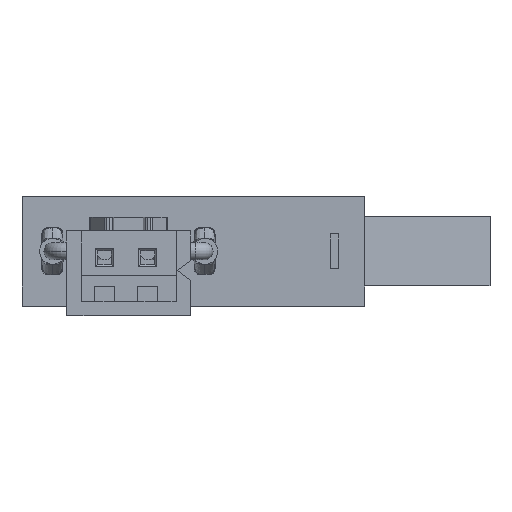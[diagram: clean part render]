
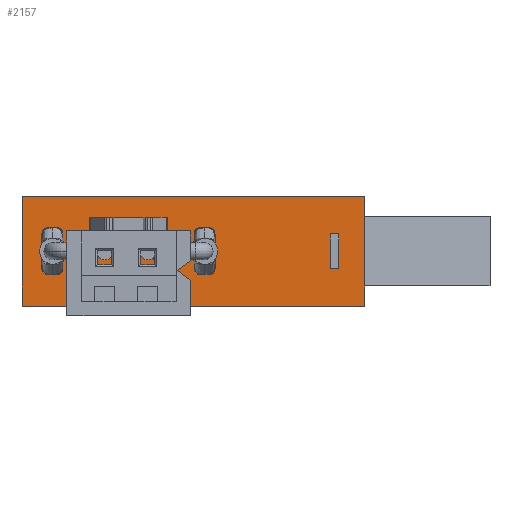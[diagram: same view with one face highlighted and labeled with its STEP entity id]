
A CAD part, front view. The second image highlights one B-rep face of the part: STEP entity #2157.
In plain terms, the highlighted planar face has unit normal (0, -1, 0).
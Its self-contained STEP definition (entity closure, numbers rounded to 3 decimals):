
#104 = VERTEX_POINT ( 'NONE', #2642 ) ;
#221 = VECTOR ( 'NONE', #9159, 1000. ) ;
#282 = VECTOR ( 'NONE', #5287, 1000. ) ;
#407 = FACE_BOUND ( 'NONE', #708, .T. ) ;
#411 = DIRECTION ( 'NONE',  ( 1., 0., 0. ) ) ;
#417 = ORIENTED_EDGE ( 'NONE', *, *, #8578, .F. ) ;
#444 = VERTEX_POINT ( 'NONE', #702 ) ;
#507 = EDGE_CURVE ( 'NONE', #2033, #104, #7385, .T. ) ;
#584 = CARTESIAN_POINT ( 'NONE',  ( 2.006, 0., 1. ) ) ;
#613 = VERTEX_POINT ( 'NONE', #6199 ) ;
#642 = LINE ( 'NONE', #7504, #2419 ) ;
#702 = CARTESIAN_POINT ( 'NONE',  ( 19.812, 0., -3.175 ) ) ;
#708 = EDGE_LOOP ( 'NONE', ( #6517, #417, #2429, #2863 ) ) ;
#717 = EDGE_CURVE ( 'NONE', #613, #444, #1945, .T. ) ;
#811 = LINE ( 'NONE', #9609, #282 ) ;
#834 = ORIENTED_EDGE ( 'NONE', *, *, #2039, .F. ) ;
#849 = ORIENTED_EDGE ( 'NONE', *, *, #11048, .T. ) ;
#1136 = ORIENTED_EDGE ( 'NONE', *, *, #5704, .F. ) ;
#1274 = CARTESIAN_POINT ( 'NONE',  ( 1.506, 0., 1. ) ) ;
#1454 = VECTOR ( 'NONE', #4028, 1000. ) ;
#1488 = LINE ( 'NONE', #7929, #5849 ) ;
#1494 = DIRECTION ( 'NONE',  ( 1., 0., 0. ) ) ;
#1502 = CARTESIAN_POINT ( 'NONE',  ( 17.806, 0., 1. ) ) ;
#1772 = PLANE ( 'NONE',  #10767 ) ;
#1807 = EDGE_CURVE ( 'NONE', #4978, #7386, #811, .T. ) ;
#1945 = LINE ( 'NONE', #11211, #10894 ) ;
#1990 = VECTOR ( 'NONE', #6149, 1000. ) ;
#2033 = VERTEX_POINT ( 'NONE', #10350 ) ;
#2039 = EDGE_CURVE ( 'NONE', #5565, #10007, #10202, .T. ) ;
#2157 = ADVANCED_FACE ( 'NONE', ( #407, #5043, #7083, #9382 ), #1772, .F. ) ;
#2235 = VECTOR ( 'NONE', #8302, 1000. ) ;
#2266 = LINE ( 'NONE', #3050, #6349 ) ;
#2379 = DIRECTION ( 'NONE',  ( -1., 0., 0. ) ) ;
#2419 = VECTOR ( 'NONE', #11250, 1000. ) ;
#2429 = ORIENTED_EDGE ( 'NONE', *, *, #5187, .F. ) ;
#2593 = EDGE_CURVE ( 'NONE', #10007, #7630, #1488, .T. ) ;
#2642 = CARTESIAN_POINT ( 'NONE',  ( 1.506, 0., -1. ) ) ;
#2711 = LINE ( 'NONE', #10065, #4761 ) ;
#2712 = DIRECTION ( 'NONE',  ( 0., 0., 1. ) ) ;
#2863 = ORIENTED_EDGE ( 'NONE', *, *, #8679, .F. ) ;
#2942 = CARTESIAN_POINT ( 'NONE',  ( 10.306, 0., -1. ) ) ;
#3007 = CARTESIAN_POINT ( 'NONE',  ( 17.806, 0., -1. ) ) ;
#3050 = CARTESIAN_POINT ( 'NONE',  ( 10.306, 0., -1. ) ) ;
#3146 = ORIENTED_EDGE ( 'NONE', *, *, #2593, .F. ) ;
#3241 = DIRECTION ( 'NONE',  ( 1., 0., 0. ) ) ;
#3334 = EDGE_CURVE ( 'NONE', #104, #4978, #4328, .T. ) ;
#3419 = ORIENTED_EDGE ( 'NONE', *, *, #507, .F. ) ;
#3424 = ORIENTED_EDGE ( 'NONE', *, *, #8073, .F. ) ;
#3474 = VERTEX_POINT ( 'NONE', #10766 ) ;
#3476 = LINE ( 'NONE', #10942, #1454 ) ;
#3585 = DIRECTION ( 'NONE',  ( 0., 0., -1. ) ) ;
#3693 = ORIENTED_EDGE ( 'NONE', *, *, #9432, .F. ) ;
#4028 = DIRECTION ( 'NONE',  ( 1., 0., 0. ) ) ;
#4221 = VERTEX_POINT ( 'NONE', #6359 ) ;
#4228 = CARTESIAN_POINT ( 'NONE',  ( 18.306, 0., -1. ) ) ;
#4328 = LINE ( 'NONE', #9750, #10178 ) ;
#4361 = EDGE_LOOP ( 'NONE', ( #8109, #10821, #3424, #849 ) ) ;
#4379 = CARTESIAN_POINT ( 'NONE',  ( 10.806, 0., 1. ) ) ;
#4384 = VERTEX_POINT ( 'NONE', #2942 ) ;
#4450 = LINE ( 'NONE', #1274, #8801 ) ;
#4626 = DIRECTION ( 'NONE',  ( 1., 0., 0. ) ) ;
#4761 = VECTOR ( 'NONE', #3241, 1000. ) ;
#4952 = DIRECTION ( 'NONE',  ( 0., 0., 1. ) ) ;
#4978 = VERTEX_POINT ( 'NONE', #9946 ) ;
#5018 = EDGE_CURVE ( 'NONE', #7386, #2033, #4450, .T. ) ;
#5043 = FACE_OUTER_BOUND ( 'NONE', #4361, .T. ) ;
#5065 = VECTOR ( 'NONE', #3585, 1000. ) ;
#5095 = LINE ( 'NONE', #10043, #2235 ) ;
#5187 = EDGE_CURVE ( 'NONE', #7414, #3474, #5682, .T. ) ;
#5287 = DIRECTION ( 'NONE',  ( 0., 0., 1. ) ) ;
#5407 = VECTOR ( 'NONE', #10080, 1000. ) ;
#5483 = EDGE_LOOP ( 'NONE', ( #3419, #9542, #11169, #10647 ) ) ;
#5565 = VERTEX_POINT ( 'NONE', #3007 ) ;
#5682 = LINE ( 'NONE', #4379, #5407 ) ;
#5704 = EDGE_CURVE ( 'NONE', #7630, #11050, #9363, .T. ) ;
#5729 = EDGE_CURVE ( 'NONE', #4221, #444, #2711, .T. ) ;
#5849 = VECTOR ( 'NONE', #2712, 1000. ) ;
#6105 = CARTESIAN_POINT ( 'NONE',  ( 10.806, 0., -1. ) ) ;
#6125 = CARTESIAN_POINT ( 'NONE',  ( 0., 0., 3.175 ) ) ;
#6149 = DIRECTION ( 'NONE',  ( 0., 0., -1. ) ) ;
#6199 = CARTESIAN_POINT ( 'NONE',  ( 19.812, 0., 3.175 ) ) ;
#6349 = VECTOR ( 'NONE', #411, 1000. ) ;
#6359 = CARTESIAN_POINT ( 'NONE',  ( 0., 0., -3.175 ) ) ;
#6488 = EDGE_CURVE ( 'NONE', #9975, #4384, #642, .T. ) ;
#6517 = ORIENTED_EDGE ( 'NONE', *, *, #6488, .F. ) ;
#6792 = VECTOR ( 'NONE', #2379, 1000. ) ;
#7069 = CARTESIAN_POINT ( 'NONE',  ( 1.506, 0., 1. ) ) ;
#7083 = FACE_BOUND ( 'NONE', #5483, .T. ) ;
#7385 = LINE ( 'NONE', #7069, #5065 ) ;
#7386 = VERTEX_POINT ( 'NONE', #584 ) ;
#7414 = VERTEX_POINT ( 'NONE', #6105 ) ;
#7504 = CARTESIAN_POINT ( 'NONE',  ( 10.306, 0., 1. ) ) ;
#7630 = VERTEX_POINT ( 'NONE', #8547 ) ;
#7908 = VECTOR ( 'NONE', #1494, 1000. ) ;
#7929 = CARTESIAN_POINT ( 'NONE',  ( 18.306, 0., 1. ) ) ;
#8073 = EDGE_CURVE ( 'NONE', #10358, #613, #3476, .T. ) ;
#8109 = ORIENTED_EDGE ( 'NONE', *, *, #5729, .T. ) ;
#8302 = DIRECTION ( 'NONE',  ( 0., 0., -1. ) ) ;
#8383 = EDGE_LOOP ( 'NONE', ( #3693, #1136, #3146, #834 ) ) ;
#8547 = CARTESIAN_POINT ( 'NONE',  ( 18.306, 0., 1. ) ) ;
#8568 = CARTESIAN_POINT ( 'NONE',  ( 17.806, 0., -1. ) ) ;
#8578 = EDGE_CURVE ( 'NONE', #3474, #9975, #9461, .T. ) ;
#8679 = EDGE_CURVE ( 'NONE', #4384, #7414, #2266, .T. ) ;
#8787 = DIRECTION ( 'NONE',  ( -1., 0., 0. ) ) ;
#8801 = VECTOR ( 'NONE', #8787, 1000. ) ;
#9159 = DIRECTION ( 'NONE',  ( -1., 0., 0. ) ) ;
#9244 = CARTESIAN_POINT ( 'NONE',  ( 10.306, 0., 1. ) ) ;
#9363 = LINE ( 'NONE', #1502, #6792 ) ;
#9382 = FACE_BOUND ( 'NONE', #8383, .T. ) ;
#9432 = EDGE_CURVE ( 'NONE', #11050, #5565, #11223, .T. ) ;
#9461 = LINE ( 'NONE', #10039, #221 ) ;
#9477 = DIRECTION ( 'NONE',  ( 0., 0., -1. ) ) ;
#9542 = ORIENTED_EDGE ( 'NONE', *, *, #5018, .F. ) ;
#9590 = CARTESIAN_POINT ( 'NONE',  ( 17.806, 0., 1. ) ) ;
#9609 = CARTESIAN_POINT ( 'NONE',  ( 2.006, 0., 1. ) ) ;
#9750 = CARTESIAN_POINT ( 'NONE',  ( 1.506, 0., -1. ) ) ;
#9946 = CARTESIAN_POINT ( 'NONE',  ( 2.006, 0., -1. ) ) ;
#9975 = VERTEX_POINT ( 'NONE', #9244 ) ;
#10007 = VERTEX_POINT ( 'NONE', #4228 ) ;
#10039 = CARTESIAN_POINT ( 'NONE',  ( 10.306, 0., 1. ) ) ;
#10043 = CARTESIAN_POINT ( 'NONE',  ( 0., 0., 3.175 ) ) ;
#10065 = CARTESIAN_POINT ( 'NONE',  ( 0., 0., -3.175 ) ) ;
#10080 = DIRECTION ( 'NONE',  ( 0., 0., 1. ) ) ;
#10178 = VECTOR ( 'NONE', #4626, 1000. ) ;
#10202 = LINE ( 'NONE', #8568, #7908 ) ;
#10350 = CARTESIAN_POINT ( 'NONE',  ( 1.506, 0., 1. ) ) ;
#10358 = VERTEX_POINT ( 'NONE', #6125 ) ;
#10425 = CARTESIAN_POINT ( 'NONE',  ( 0., 0., 3.175 ) ) ;
#10647 = ORIENTED_EDGE ( 'NONE', *, *, #3334, .F. ) ;
#10766 = CARTESIAN_POINT ( 'NONE',  ( 10.806, 0., 1. ) ) ;
#10767 = AXIS2_PLACEMENT_3D ( 'NONE', #10425, #11294, #4952 ) ;
#10821 = ORIENTED_EDGE ( 'NONE', *, *, #717, .F. ) ;
#10894 = VECTOR ( 'NONE', #9477, 1000. ) ;
#10901 = CARTESIAN_POINT ( 'NONE',  ( 17.806, 0., 1. ) ) ;
#10942 = CARTESIAN_POINT ( 'NONE',  ( 0., 0., 3.175 ) ) ;
#11048 = EDGE_CURVE ( 'NONE', #10358, #4221, #5095, .T. ) ;
#11050 = VERTEX_POINT ( 'NONE', #10901 ) ;
#11169 = ORIENTED_EDGE ( 'NONE', *, *, #1807, .F. ) ;
#11211 = CARTESIAN_POINT ( 'NONE',  ( 19.812, 0., 3.175 ) ) ;
#11223 = LINE ( 'NONE', #9590, #1990 ) ;
#11250 = DIRECTION ( 'NONE',  ( 0., 0., -1. ) ) ;
#11294 = DIRECTION ( 'NONE',  ( 0., 1., 0. ) ) ;
